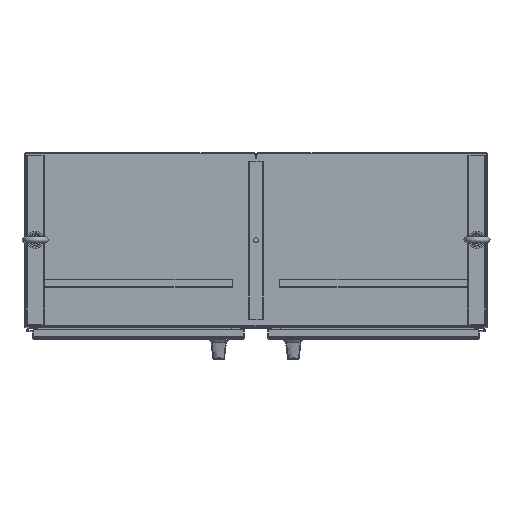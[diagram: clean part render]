
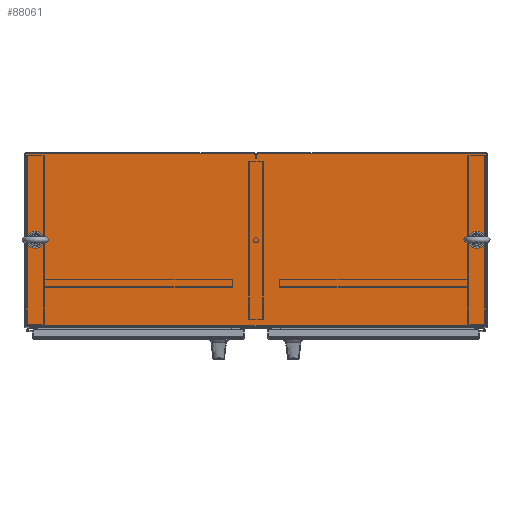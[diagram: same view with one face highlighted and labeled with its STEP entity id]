
A CAD part, top view. The second image highlights one B-rep face of the part: STEP entity #88061.
In plain terms, the highlighted planar face has unit normal (0, 0, 1).
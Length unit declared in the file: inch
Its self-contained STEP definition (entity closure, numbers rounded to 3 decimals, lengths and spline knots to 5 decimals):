
#9 = DIRECTION ( 'NONE',  ( 1., 0., 0. ) ) ;
#893 = EDGE_LOOP ( 'NONE', ( #60334, #45754, #56160, #9405 ) ) ;
#1091 = VERTEX_POINT ( 'NONE', #72880 ) ;
#1164 = VERTEX_POINT ( 'NONE', #50358 ) ;
#2342 = DIRECTION ( 'NONE',  ( 0., 0., 1. ) ) ;
#2847 = DIRECTION ( 'NONE',  ( 1., 0., 0. ) ) ;
#4781 = EDGE_CURVE ( 'NONE', #1164, #1164, #5566, .T. ) ;
#5566 = CIRCLE ( 'NONE', #32877, 0.34375 ) ;
#6410 = EDGE_CURVE ( 'NONE', #105402, #75221, #67305, .T. ) ;
#9034 = CARTESIAN_POINT ( 'NONE',  ( 23.27875, -15.56175, 36.03 ) ) ;
#9405 = ORIENTED_EDGE ( 'NONE', *, *, #6410, .T. ) ;
#9728 = AXIS2_PLACEMENT_3D ( 'NONE', #49932, #68046, #2847 ) ;
#14694 = LINE ( 'NONE', #31240, #94934 ) ;
#21063 = FACE_BOUND ( 'NONE', #43646, .T. ) ;
#23511 = LINE ( 'NONE', #80161, #91120 ) ;
#24557 = VERTEX_POINT ( 'NONE', #9034 ) ;
#25525 = VECTOR ( 'NONE', #45897, 39.37008 ) ;
#27994 = FACE_BOUND ( 'NONE', #75610, .T. ) ;
#31240 = CARTESIAN_POINT ( 'NONE',  ( 23.935, -6.628, 36.03 ) ) ;
#32877 = AXIS2_PLACEMENT_3D ( 'NONE', #78246, #37600, #53129 ) ;
#35491 = DIRECTION ( 'NONE',  ( 1., 0., 0. ) ) ;
#37600 = DIRECTION ( 'NONE',  ( 0., 0., -1. ) ) ;
#38372 = LINE ( 'NONE', #79540, #25525 ) ;
#41062 = AXIS2_PLACEMENT_3D ( 'NONE', #60577, #2342, #35491 ) ;
#42996 = PLANE ( 'NONE',  #41062 ) ;
#43646 = EDGE_LOOP ( 'NONE', ( #94246 ) ) ;
#45754 = ORIENTED_EDGE ( 'NONE', *, *, #81042, .F. ) ;
#45844 = VECTOR ( 'NONE', #9, 39.37008 ) ;
#45897 = DIRECTION ( 'NONE',  ( 0., 1., 0. ) ) ;
#48942 = CIRCLE ( 'NONE', #9728, 0.34375 ) ;
#49932 = CARTESIAN_POINT ( 'NONE',  ( 22.935, -15.56175, 36.03 ) ) ;
#50358 = CARTESIAN_POINT ( 'NONE',  ( -22.59125, -15.56175, 36.03 ) ) ;
#53129 = DIRECTION ( 'NONE',  ( 1., 0., 0. ) ) ;
#53496 = ORIENTED_EDGE ( 'NONE', *, *, #82272, .T. ) ;
#53615 = VERTEX_POINT ( 'NONE', #76788 ) ;
#56160 = ORIENTED_EDGE ( 'NONE', *, *, #104888, .F. ) ;
#60334 = ORIENTED_EDGE ( 'NONE', *, *, #68807, .F. ) ;
#60577 = CARTESIAN_POINT ( 'NONE',  ( -23.935, -24.593, 36.03 ) ) ;
#67305 = LINE ( 'NONE', #90386, #45844 ) ;
#68046 = DIRECTION ( 'NONE',  ( 0., 0., -1. ) ) ;
#68807 = EDGE_CURVE ( 'NONE', #1091, #75221, #23511, .T. ) ;
#72880 = CARTESIAN_POINT ( 'NONE',  ( 23.935, -6.628, 36.03 ) ) ;
#73409 = DIRECTION ( 'NONE',  ( 1., 0., 0. ) ) ;
#75221 = VERTEX_POINT ( 'NONE', #81852 ) ;
#75610 = EDGE_LOOP ( 'NONE', ( #53496 ) ) ;
#76788 = CARTESIAN_POINT ( 'NONE',  ( -23.935, -6.628, 36.03 ) ) ;
#78246 = CARTESIAN_POINT ( 'NONE',  ( -22.935, -15.56175, 36.03 ) ) ;
#79540 = CARTESIAN_POINT ( 'NONE',  ( -23.935, -6.628, 36.03 ) ) ;
#80161 = CARTESIAN_POINT ( 'NONE',  ( 23.935, -24.593, 36.03 ) ) ;
#81042 = EDGE_CURVE ( 'NONE', #53615, #1091, #14694, .T. ) ;
#81210 = DIRECTION ( 'NONE',  ( 0., -1., 0. ) ) ;
#81852 = CARTESIAN_POINT ( 'NONE',  ( 23.935, -24.45, 36.03 ) ) ;
#82272 = EDGE_CURVE ( 'NONE', #24557, #24557, #48942, .T. ) ;
#83634 = FACE_OUTER_BOUND ( 'NONE', #893, .T. ) ;
#88061 = ADVANCED_FACE ( 'NONE', ( #21063, #83634, #27994 ), #42996, .T. ) ;
#90386 = CARTESIAN_POINT ( 'NONE',  ( -23.935, -24.45, 36.03 ) ) ;
#91120 = VECTOR ( 'NONE', #81210, 39.37008 ) ;
#94246 = ORIENTED_EDGE ( 'NONE', *, *, #4781, .T. ) ;
#94934 = VECTOR ( 'NONE', #73409, 39.37008 ) ;
#97596 = CARTESIAN_POINT ( 'NONE',  ( -23.935, -24.45, 36.03 ) ) ;
#104888 = EDGE_CURVE ( 'NONE', #105402, #53615, #38372, .T. ) ;
#105402 = VERTEX_POINT ( 'NONE', #97596 ) ;
